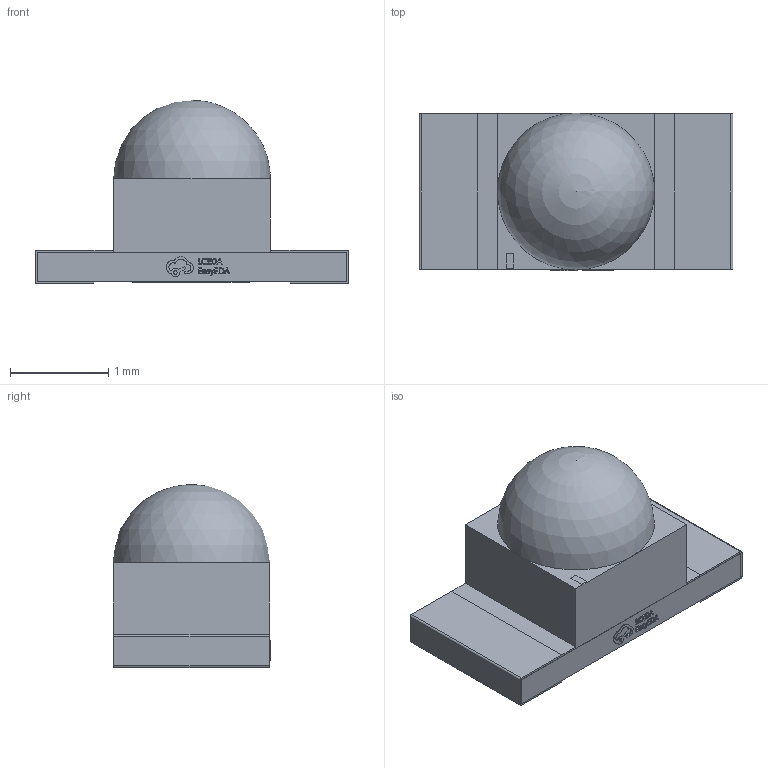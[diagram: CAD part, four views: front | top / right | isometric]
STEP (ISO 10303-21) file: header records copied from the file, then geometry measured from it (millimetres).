
FILE_DESCRIPTION (( 'STEP AP214' ), '1' );
FILE_NAME ('LED-SMD_L3.2-W1.6-R-RD_BLUE.step', '2022-07-08T12:43:56', ( '' ), ( '' ), 'SwSTEP 2.0', 'SolidWorks 2020', '' );
FILE_SCHEMA (( 'AUTOMOTIVE_DESIGN' ));
Length unit declared in the file: millimetre
Products named in the file (1): LED-SMD_L3.2-W1.6-R-RD_BLUE
Bounding box: 3.2 x 1.61 x 1.87 mm (x, y, z)
Volume: 4.6 mm3; surface area: 20.2 mm2
Topology: 1 solids, 1 shells, 327 faces, 896 edges, 598 vertices
Faces by surface type: plane 210, bspline 112, cylinder 4, sphere 1
Entity records: 14449 total; most frequent: CARTESIAN_POINT 3921, ORIENTED_EDGE 1786, DIRECTION 1107, EDGE_CURVE 893, LINE 655, VECTOR 655, VERTEX_POINT 596, EDGE_LOOP 355
